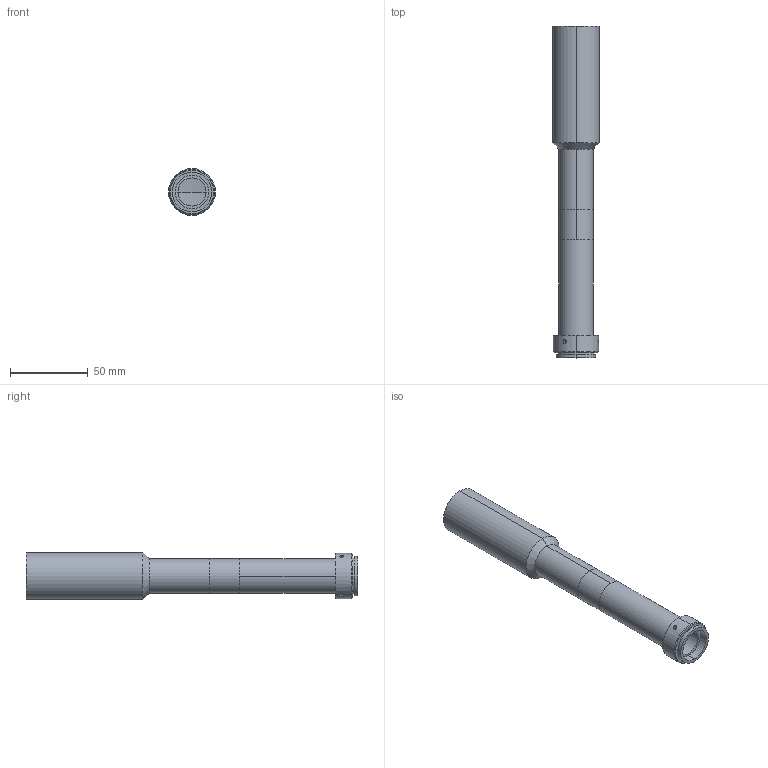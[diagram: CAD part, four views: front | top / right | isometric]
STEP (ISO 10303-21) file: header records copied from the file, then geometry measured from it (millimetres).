
FILE_DESCRIPTION (( 'STEP AP203' ), '1' );
FILE_NAME ('XF-T1X420.STEP', '2018-04-08T07:38:13', ( 'lawlynn' ), ( '' ), 'SwSTEP 2.0', 'SolidWorks 2014', '' );
FILE_SCHEMA (( 'CONFIG_CONTROL_DESIGN' ));
Length unit declared in the file: millimetre
Products named in the file (1): XF-T1X420
Bounding box: 30 x 213.17 x 30 mm (x, y, z)
Surface area: 22766.3 mm2 (no closed solid volume)
Topology: 0 solids, 8 shells, 55 faces, 138 edges, 93 vertices
Faces by surface type: cylinder 30, plane 17, cone 6, sphere 2
Entity records: 1944 total; most frequent: CARTESIAN_POINT 515, DIRECTION 312, ORIENTED_EDGE 234, EDGE_CURVE 138, AXIS2_PLACEMENT_3D 130, VERTEX_POINT 93, CIRCLE 74, EDGE_LOOP 67
